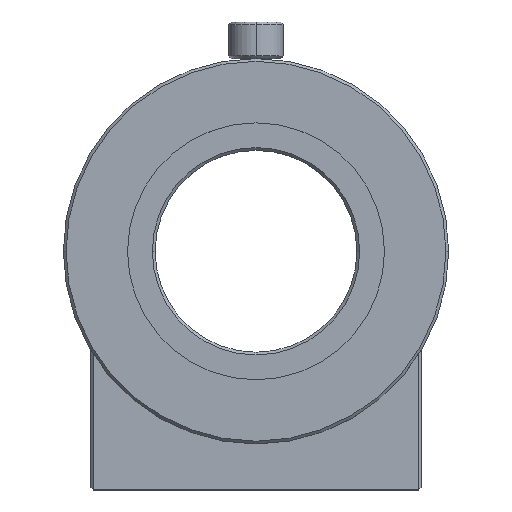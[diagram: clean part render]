
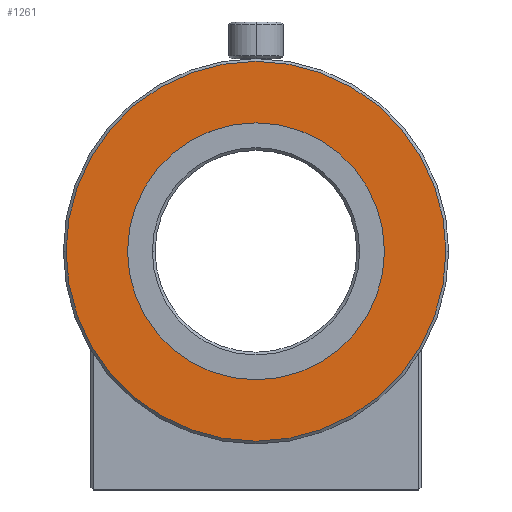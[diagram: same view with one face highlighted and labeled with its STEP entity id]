
A CAD part, top view. The second image highlights one B-rep face of the part: STEP entity #1261.
In plain terms, the highlighted planar face has unit normal (0, 0, 1).
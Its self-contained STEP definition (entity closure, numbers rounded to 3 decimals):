
#26 = CARTESIAN_POINT ( 'NONE',  ( -20.7, 0., 5.5 ) ) ;
#34 = PLANE ( 'NONE',  #1026 ) ;
#44 = CARTESIAN_POINT ( 'NONE',  ( 0., 14., 5.5 ) ) ;
#47 = EDGE_CURVE ( 'NONE', #1037, #700, #1210, .T. ) ;
#50 = CIRCLE ( 'NONE', #1659, 20.7 ) ;
#123 = DIRECTION ( 'NONE',  ( 0., 0., -1. ) ) ;
#130 = DIRECTION ( 'NONE',  ( -1., 0., 0. ) ) ;
#276 = EDGE_LOOP ( 'NONE', ( #511, #508 ) ) ;
#385 = DIRECTION ( 'NONE',  ( -1., 0., 0. ) ) ;
#388 = CARTESIAN_POINT ( 'NONE',  ( 14., 0., 5.5 ) ) ;
#418 = DIRECTION ( 'NONE',  ( 0., 0., 1. ) ) ;
#426 = CARTESIAN_POINT ( 'NONE',  ( 0., 0., 5.5 ) ) ;
#439 = AXIS2_PLACEMENT_3D ( 'NONE', #426, #418, #385 ) ;
#451 = CIRCLE ( 'NONE', #539, 14. ) ;
#475 = ORIENTED_EDGE ( 'NONE', *, *, #1342, .F. ) ;
#508 = ORIENTED_EDGE ( 'NONE', *, *, #47, .T. ) ;
#511 = ORIENTED_EDGE ( 'NONE', *, *, #569, .T. ) ;
#539 = AXIS2_PLACEMENT_3D ( 'NONE', #1350, #1359, #1344 ) ;
#569 = EDGE_CURVE ( 'NONE', #700, #1037, #50, .T. ) ;
#616 = CARTESIAN_POINT ( 'NONE',  ( 0., 0., 5.5 ) ) ;
#650 = DIRECTION ( 'NONE',  ( 0., 0., 1. ) ) ;
#656 = DIRECTION ( 'NONE',  ( 1., 0., 0. ) ) ;
#660 = CARTESIAN_POINT ( 'NONE',  ( -14., 0., 5.5 ) ) ;
#700 = VERTEX_POINT ( 'NONE', #26 ) ;
#744 = VERTEX_POINT ( 'NONE', #660 ) ;
#752 = ORIENTED_EDGE ( 'NONE', *, *, #851, .F. ) ;
#851 = EDGE_CURVE ( 'NONE', #744, #1743, #870, .T. ) ;
#870 = CIRCLE ( 'NONE', #1541, 14. ) ;
#962 = CARTESIAN_POINT ( 'NONE',  ( 0., 0., 5.5 ) ) ;
#1026 = AXIS2_PLACEMENT_3D ( 'NONE', #44, #123, #130 ) ;
#1030 = FACE_OUTER_BOUND ( 'NONE', #276, .T. ) ;
#1037 = VERTEX_POINT ( 'NONE', #1399 ) ;
#1084 = EDGE_LOOP ( 'NONE', ( #475, #752 ) ) ;
#1210 = CIRCLE ( 'NONE', #439, 20.7 ) ;
#1261 = ADVANCED_FACE ( 'NONE', ( #1030, #1730 ), #34, .F. ) ;
#1342 = EDGE_CURVE ( 'NONE', #1743, #744, #451, .T. ) ;
#1344 = DIRECTION ( 'NONE',  ( 1., 0., 0. ) ) ;
#1350 = CARTESIAN_POINT ( 'NONE',  ( 0., 0., 5.5 ) ) ;
#1359 = DIRECTION ( 'NONE',  ( 0., 0., 1. ) ) ;
#1381 = DIRECTION ( 'NONE',  ( 0., 0., 1. ) ) ;
#1399 = CARTESIAN_POINT ( 'NONE',  ( 20.7, 0., 5.5 ) ) ;
#1541 = AXIS2_PLACEMENT_3D ( 'NONE', #616, #650, #656 ) ;
#1659 = AXIS2_PLACEMENT_3D ( 'NONE', #962, #1381, #1809 ) ;
#1730 = FACE_BOUND ( 'NONE', #1084, .T. ) ;
#1743 = VERTEX_POINT ( 'NONE', #388 ) ;
#1809 = DIRECTION ( 'NONE',  ( -1., 0., 0. ) ) ;
